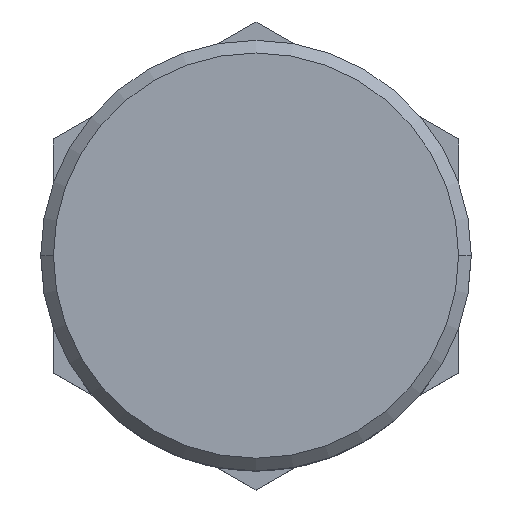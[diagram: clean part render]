
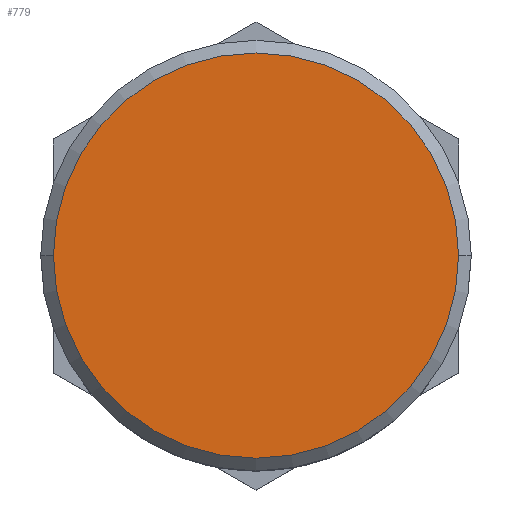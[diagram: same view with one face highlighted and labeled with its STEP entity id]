
A CAD part, top view. The second image highlights one B-rep face of the part: STEP entity #779.
In plain terms, the highlighted planar face has unit normal (0, 0, 1).
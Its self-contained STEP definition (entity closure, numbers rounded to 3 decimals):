
#107 = CIRCLE ( 'NONE', #2809, 16. ) ;
#183 = CIRCLE ( 'NONE', #1195, 16. ) ;
#779 = ADVANCED_FACE ( 'NONE', ( #5591 ), #3525, .T. ) ;
#1195 = AXIS2_PLACEMENT_3D ( 'NONE', #5303, #6477, #6478 ) ;
#2460 = ORIENTED_EDGE ( 'NONE', *, *, #5385, .T. ) ;
#2462 = ORIENTED_EDGE ( 'NONE', *, *, #2636, .T. ) ;
#2636 = EDGE_CURVE ( 'NONE', #8003, #7919, #107, .T. ) ;
#2809 = AXIS2_PLACEMENT_3D ( 'NONE', #4810, #4811, #4812 ) ;
#3525 = PLANE ( 'NONE',  #5589 ) ;
#3526 = CARTESIAN_POINT ( 'NONE',  ( 0., -17., 33. ) ) ;
#3527 = DIRECTION ( 'NONE',  ( 0., 0., 1. ) ) ;
#3528 = DIRECTION ( 'NONE',  ( 1., 0., 0. ) ) ;
#4810 = CARTESIAN_POINT ( 'NONE',  ( 0., 0., 33. ) ) ;
#4811 = DIRECTION ( 'NONE',  ( 0., 0., 1. ) ) ;
#4812 = DIRECTION ( 'NONE',  ( 1., 0., 0. ) ) ;
#5303 = CARTESIAN_POINT ( 'NONE',  ( 0., 0., 33. ) ) ;
#5385 = EDGE_CURVE ( 'NONE', #7919, #8003, #183, .T. ) ;
#5589 = AXIS2_PLACEMENT_3D ( 'NONE', #3526, #3527, #3528 ) ;
#5591 = FACE_OUTER_BOUND ( 'NONE', #7734, .T. ) ;
#6477 = DIRECTION ( 'NONE',  ( 0., 0., 1. ) ) ;
#6478 = DIRECTION ( 'NONE',  ( 1., 0., 0. ) ) ;
#7109 = CARTESIAN_POINT ( 'NONE',  ( -16., 0., 33. ) ) ;
#7193 = CARTESIAN_POINT ( 'NONE',  ( 16., 0., 33. ) ) ;
#7734 = EDGE_LOOP ( 'NONE', ( #2460, #2462 ) ) ;
#7919 = VERTEX_POINT ( 'NONE', #7109 ) ;
#8003 = VERTEX_POINT ( 'NONE', #7193 ) ;
